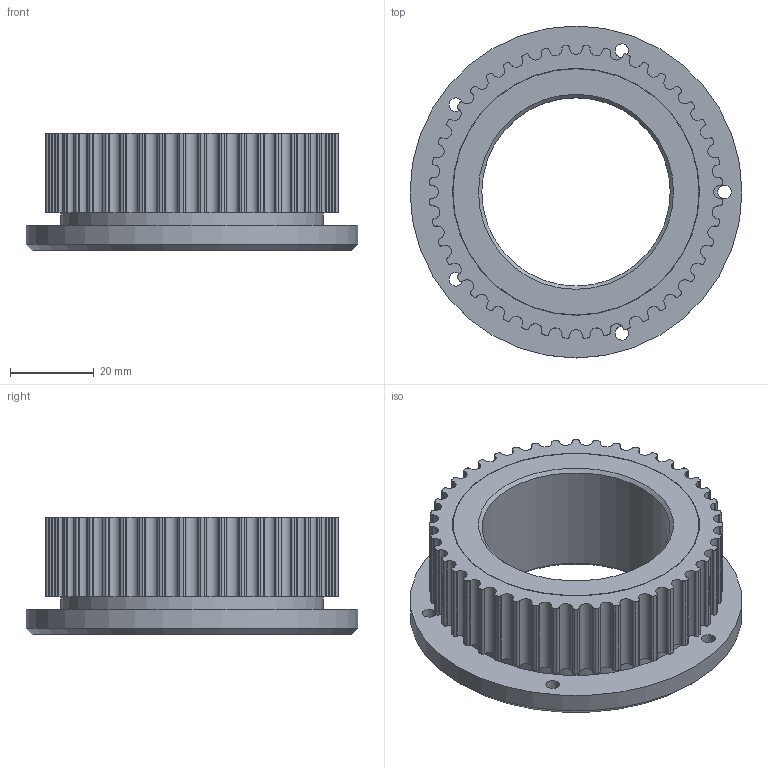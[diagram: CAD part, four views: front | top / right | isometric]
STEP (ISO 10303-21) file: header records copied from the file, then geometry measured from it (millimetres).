
FILE_DESCRIPTION(/* description */ (''),/* implementation_level */ '2;1');
FILE_NAME(/* name */ '44T_pulley.stp',/* time_stamp */ '2020-12-08T03:59:25+01:00',/* author */ ('Mikes'),/* organization */ (''),/* preprocessor_version */ 'ST-DEVELOPER v18.1',/* originating_system */ 'Autodesk Inventor 2021',/* authorisation */ '');
FILE_SCHEMA (('AUTOMOTIVE_DESIGN { 1 0 10303 214 3 1 1 }'));
Length unit declared in the file: millimetre
Products named in the file (1): Trampa_44T
Bounding box: 79.3 x 79.3 x 28 mm (x, y, z)
Volume: 62103.3 mm3; surface area: 19846.6 mm2
Topology: 1 solids, 1 shells, 283 faces, 835 edges, 558 vertices
Faces by surface type: cylinder 186, plane 94, cone 3
Full cylindrical faces by diameter (mm): 3.242 x5, 45 x1, 58.8 x1, 59 x1, 62.705 x1, 79.3 x1
Entity records: 9688 total; most frequent: DIRECTION 1785, CARTESIAN_POINT 1677, ORIENTED_EDGE 1670, EDGE_CURVE 835, AXIS2_PLACEMENT_3D 666, VERTEX_POINT 558, LINE 453, VECTOR 453
